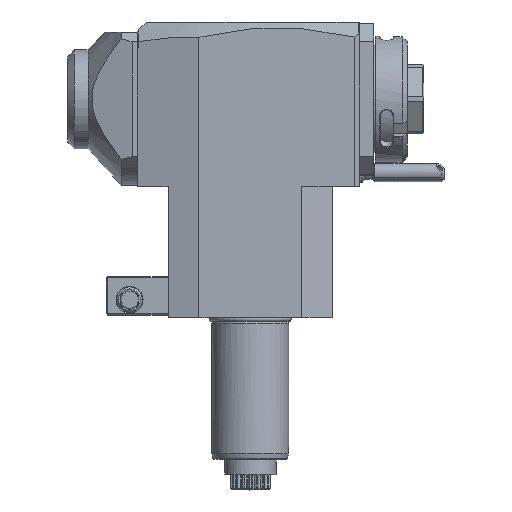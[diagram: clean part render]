
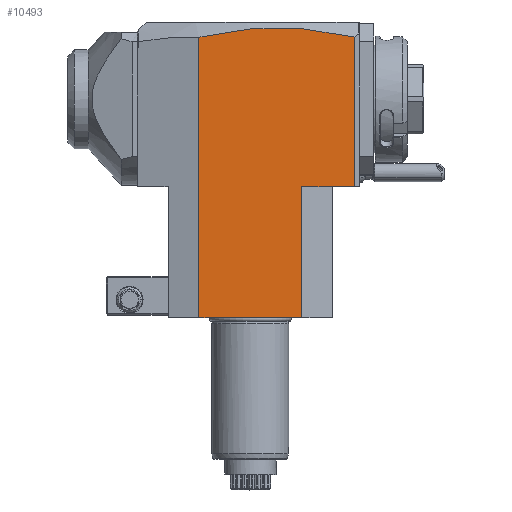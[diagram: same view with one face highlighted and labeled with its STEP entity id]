
A CAD part, top view. The second image highlights one B-rep face of the part: STEP entity #10493.
In plain terms, the highlighted planar face has unit normal (0, 0, 1).
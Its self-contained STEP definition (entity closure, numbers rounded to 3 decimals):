
#17=DIRECTION('',(-1.,0.,0.));
#18=VECTOR('',#17,40.);
#19=CARTESIAN_POINT('',(20.,0.,32.));
#20=LINE('',#19,#18);
#187=DIRECTION('',(-1.,0.,0.));
#188=VECTOR('',#187,20.5);
#189=CARTESIAN_POINT('',(40.5,51.,32.));
#190=LINE('',#189,#188);
#191=CARTESIAN_POINT('',(40.5,109.133,32.));
#192=CARTESIAN_POINT('',(35.458,110.345,32.));
#193=CARTESIAN_POINT('',(25.373,112.145,32.));
#194=CARTESIAN_POINT('',(10.247,113.032,32.));
#195=CARTESIAN_POINT('',(-4.877,112.124,32.));
#196=CARTESIAN_POINT('',(-14.959,110.311,32.));
#197=CARTESIAN_POINT('',(-20.,109.092,32.));
#203=DIRECTION('',(0.,1.,0.));
#204=VECTOR('',#203,58.133);
#205=CARTESIAN_POINT('',(40.5,51.,32.));
#206=LINE('',#205,#204);
#430=DIRECTION('',(0.,-1.,0.));
#431=VECTOR('',#430,109.092);
#432=CARTESIAN_POINT('',(-20.,109.092,32.));
#433=LINE('',#432,#431);
#5304=DIRECTION('',(0.,1.,0.));
#5305=VECTOR('',#5304,51.);
#5306=CARTESIAN_POINT('',(20.,0.,32.));
#5307=LINE('',#5306,#5305);
#9650=VERTEX_POINT('',#191);
#9651=VERTEX_POINT('',#197);
#10028=CARTESIAN_POINT('',(40.5,51.,32.));
#10029=VERTEX_POINT('',#10028);
#10042=CARTESIAN_POINT('',(20.,0.,32.));
#10043=VERTEX_POINT('',#10042);
#10044=CARTESIAN_POINT('',(-20.,0.,32.));
#10045=VERTEX_POINT('',#10044);
#10394=CARTESIAN_POINT('',(20.,51.,32.));
#10395=VERTEX_POINT('',#10394);
#10476=CARTESIAN_POINT('',(-35.103,51.,32.));
#10477=DIRECTION('',(0.,0.,1.));
#10478=DIRECTION('',(1.,0.,0.));
#10479=AXIS2_PLACEMENT_3D('',#10476,#10477,#10478);
#10480=PLANE('',#10479);
#10482=ORIENTED_EDGE('',*,*,#10481,.F.);
#10483=ORIENTED_EDGE('',*,*,#10458,.T.);
#10485=ORIENTED_EDGE('',*,*,#10484,.F.);
#10486=ORIENTED_EDGE('',*,*,#10411,.T.);
#10488=ORIENTED_EDGE('',*,*,#10487,.F.);
#10490=ORIENTED_EDGE('',*,*,#10489,.F.);
#10491=EDGE_LOOP('',(#10482,#10483,#10485,#10486,#10488,#10490));
#10492=FACE_OUTER_BOUND('',#10491,.F.);
#198=B_SPLINE_CURVE_WITH_KNOTS('',3,(#191,#192,#193,#194,#195,#196,#197),
.UNSPECIFIED.,.F.,.F.,(4,1,1,1,4),(0.,0.25,0.5,0.75,1.),
.UNSPECIFIED.);
#10411=EDGE_CURVE('',#10043,#10045,#20,.T.);
#10458=EDGE_CURVE('',#10029,#10395,#190,.T.);
#10481=EDGE_CURVE('',#10029,#9650,#206,.T.);
#10484=EDGE_CURVE('',#10043,#10395,#5307,.T.);
#10487=EDGE_CURVE('',#9651,#10045,#433,.T.);
#10489=EDGE_CURVE('',#9650,#9651,#198,.T.);
#10493=ADVANCED_FACE('',(#10492),#10480,.T.);
